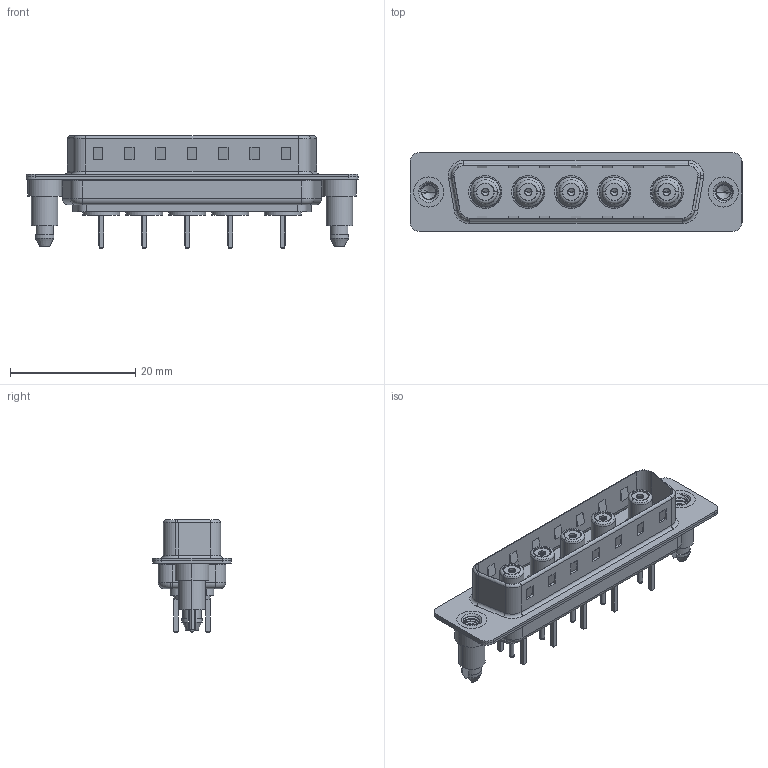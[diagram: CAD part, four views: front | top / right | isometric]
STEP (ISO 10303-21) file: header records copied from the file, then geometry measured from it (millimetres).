
FILE_DESCRIPTION (( 'STEP AP203' ), '1' );
FILE_NAME ('627-5W5-624-7TD.STEP', '2019-05-26T02:50:29', ( '' ), ( '' ), 'SwSTEP 2.0', 'SolidWorks 2016', '' );
FILE_SCHEMA (( 'CONFIG_CONTROL_DESIGN' ));
Length unit declared in the file: millimetre
Products named in the file (12): 627Combo Threaded Boardlock_D; Co-Ax Jack_Straight PC Tail; Insulator Socket; Locking Collar; Insulator Socket 2; Socket_Str; Co-Ax Jack Assy_S; 627Combo Threaded Boardlock_5; 627Combo Housing_5W5; 627-5W5-624-7TD; 627Combo Shell Rear_25 Contacts; 627Combo Shell Front_25 Contacts
Assembly tree (15 placements, depth 3):
  627-5W5-624-7TD
    627Combo Housing_5W5
    627Combo Shell Rear_25 Contacts
    627Combo Shell Front_25 Contacts
    627Combo Threaded Boardlock_D
    Co-Ax Jack Assy_S  x5
      Co-Ax Jack_Straight PC Tail
      Insulator Socket
      Insulator Socket 2
      Locking Collar
      Socket_Str
    627Combo Threaded Boardlock_5
Bounding box: 53 x 12.6 x 17.9 mm (x, y, z)
Volume: 2961.1 mm3; surface area: 9029.6 mm2
Topology: 30 solids, 30 shells, 989 faces, 2354 edges, 1480 vertices
Faces by surface type: plane 422, cylinder 412, torus 70, cone 58, bspline 17, sphere 10
Entity records: 21914 total; most frequent: CARTESIAN_POINT 6991, DIRECTION 2888, ORIENTED_EDGE 2792, EDGE_CURVE 1396, AXIS2_PLACEMENT_3D 1066, VERTEX_POINT 888, LINE 756, VECTOR 756
